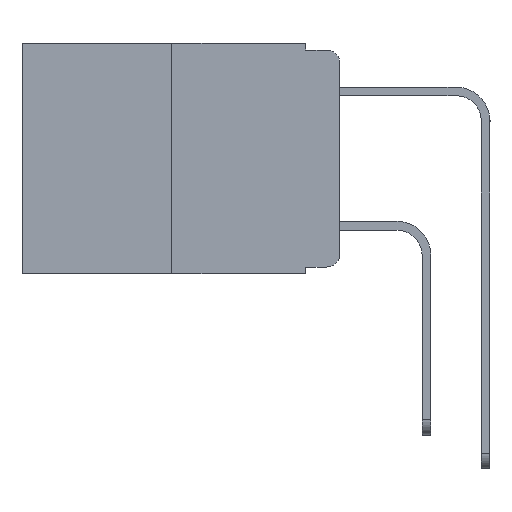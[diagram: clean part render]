
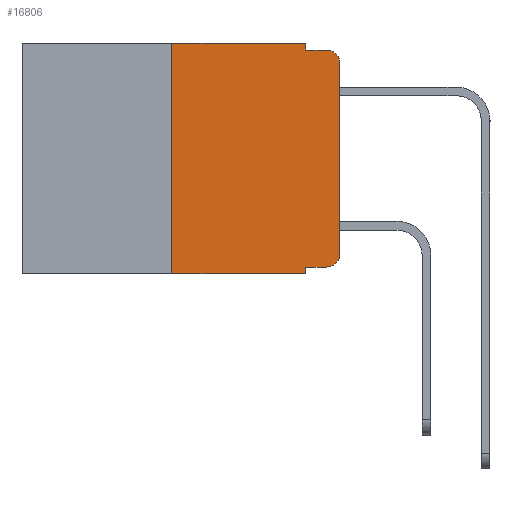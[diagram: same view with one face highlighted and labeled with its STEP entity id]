
A CAD part, left-side view. The second image highlights one B-rep face of the part: STEP entity #16806.
In plain terms, the highlighted planar face has unit normal (-1, 0, 0).
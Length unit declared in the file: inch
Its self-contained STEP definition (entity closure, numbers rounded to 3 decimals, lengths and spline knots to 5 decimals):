
#48 = CARTESIAN_POINT ( 'NONE',  ( 0., 0.02, -0.333 ) ) ;
#50 = VERTEX_POINT ( 'NONE', #7590 ) ;
#418 = CARTESIAN_POINT ( 'NONE',  ( 0., 0.051, 0. ) ) ;
#467 = DIRECTION ( 'NONE',  ( 0., 0., 1. ) ) ;
#634 = DIRECTION ( 'NONE',  ( 0., -1., 0. ) ) ;
#739 = VERTEX_POINT ( 'NONE', #9611 ) ;
#982 = LINE ( 'NONE', #15994, #8745 ) ;
#1126 = CARTESIAN_POINT ( 'NONE',  ( 0., 0.051, -0.343 ) ) ;
#1343 = LINE ( 'NONE', #17390, #12989 ) ;
#1357 = FACE_OUTER_BOUND ( 'NONE', #10113, .T. ) ;
#1626 = LINE ( 'NONE', #2435, #9796 ) ;
#1996 = VERTEX_POINT ( 'NONE', #16474 ) ;
#2099 = LINE ( 'NONE', #418, #17471 ) ;
#2215 = CIRCLE ( 'NONE', #5644, 0.02 ) ;
#2431 = DIRECTION ( 'NONE',  ( 0., -1., 0. ) ) ;
#2435 = CARTESIAN_POINT ( 'NONE',  ( 0., 0.051, -0.01 ) ) ;
#3239 = CARTESIAN_POINT ( 'NONE',  ( 0., 0.25, -0.343 ) ) ;
#3467 = CARTESIAN_POINT ( 'NONE',  ( 0., 0.473, 0. ) ) ;
#3855 = EDGE_CURVE ( 'NONE', #50, #1996, #1626, .T. ) ;
#4037 = VERTEX_POINT ( 'NONE', #48 ) ;
#4693 = VERTEX_POINT ( 'NONE', #1126 ) ;
#4792 = VECTOR ( 'NONE', #7282, 39.37008 ) ;
#4807 = CARTESIAN_POINT ( 'NONE',  ( 0., 0.473, 0. ) ) ;
#4869 = EDGE_CURVE ( 'NONE', #8395, #1996, #9761, .T. ) ;
#5619 = ORIENTED_EDGE ( 'NONE', *, *, #6872, .T. ) ;
#5644 = AXIS2_PLACEMENT_3D ( 'NONE', #7391, #17593, #8924 ) ;
#6872 = EDGE_CURVE ( 'NONE', #16587, #8395, #1343, .T. ) ;
#7282 = DIRECTION ( 'NONE',  ( 0., 0., -1. ) ) ;
#7391 = CARTESIAN_POINT ( 'NONE',  ( 0., 0.02, -0.313 ) ) ;
#7590 = CARTESIAN_POINT ( 'NONE',  ( 0., 0.051, -0.01 ) ) ;
#8281 = DIRECTION ( 'NONE',  ( 0., 0., -1. ) ) ;
#8395 = VERTEX_POINT ( 'NONE', #16698 ) ;
#8745 = VECTOR ( 'NONE', #10215, 39.37008 ) ;
#8924 = DIRECTION ( 'NONE',  ( 0., 0., -1. ) ) ;
#9137 = EDGE_CURVE ( 'NONE', #18475, #4693, #982, .T. ) ;
#9309 = DIRECTION ( 'NONE',  ( 0., 0., -1. ) ) ;
#9528 = AXIS2_PLACEMENT_3D ( 'NONE', #4807, #17974, #9309 ) ;
#9611 = CARTESIAN_POINT ( 'NONE',  ( 0., 0.051, -0.333 ) ) ;
#9652 = DIRECTION ( 'NONE',  ( 0., 0., -1. ) ) ;
#9682 = DIRECTION ( 'NONE',  ( -1., 0., 0. ) ) ;
#9707 = CARTESIAN_POINT ( 'NONE',  ( 0., 0.02, -0.03 ) ) ;
#9761 = CIRCLE ( 'NONE', #10353, 0.02 ) ;
#9796 = VECTOR ( 'NONE', #2431, 39.37008 ) ;
#9813 = CARTESIAN_POINT ( 'NONE',  ( 0., 0.051, -0.333 ) ) ;
#9829 = VECTOR ( 'NONE', #634, 39.37008 ) ;
#9996 = EDGE_CURVE ( 'NONE', #14398, #14034, #14711, .T. ) ;
#9998 = CARTESIAN_POINT ( 'NONE',  ( 0., 0.051, 0. ) ) ;
#10113 = EDGE_LOOP ( 'NONE', ( #5619, #17324, #16939, #13715, #11731, #11133, #14445, #12914, #18191, #16905 ) ) ;
#10215 = DIRECTION ( 'NONE',  ( 0., -1., 0. ) ) ;
#10217 = CARTESIAN_POINT ( 'NONE',  ( 0., 0.051, 0. ) ) ;
#10353 = AXIS2_PLACEMENT_3D ( 'NONE', #9707, #9682, #9652 ) ;
#10798 = VECTOR ( 'NONE', #16739, 39.37008 ) ;
#11133 = ORIENTED_EDGE ( 'NONE', *, *, #17973, .F. ) ;
#11205 = CARTESIAN_POINT ( 'NONE',  ( 0., 0.25, 0. ) ) ;
#11731 = ORIENTED_EDGE ( 'NONE', *, *, #9996, .F. ) ;
#12673 = LINE ( 'NONE', #10217, #4792 ) ;
#12914 = ORIENTED_EDGE ( 'NONE', *, *, #17016, .F. ) ;
#12989 = VECTOR ( 'NONE', #16012, 39.37008 ) ;
#13661 = VECTOR ( 'NONE', #467, 39.37008 ) ;
#13715 = ORIENTED_EDGE ( 'NONE', *, *, #18918, .F. ) ;
#14034 = VERTEX_POINT ( 'NONE', #9998 ) ;
#14200 = EDGE_CURVE ( 'NONE', #4037, #16587, #2215, .T. ) ;
#14398 = VERTEX_POINT ( 'NONE', #17955 ) ;
#14445 = ORIENTED_EDGE ( 'NONE', *, *, #9137, .T. ) ;
#14459 = CARTESIAN_POINT ( 'NONE',  ( 0., 0., -0.313 ) ) ;
#14561 = LINE ( 'NONE', #11205, #13661 ) ;
#14711 = LINE ( 'NONE', #3467, #10798 ) ;
#15125 = EDGE_CURVE ( 'NONE', #739, #4037, #17541, .T. ) ;
#15994 = CARTESIAN_POINT ( 'NONE',  ( 0., 0.473, -0.343 ) ) ;
#16012 = DIRECTION ( 'NONE',  ( 0., 0., 1. ) ) ;
#16474 = CARTESIAN_POINT ( 'NONE',  ( 0., 0.02, -0.01 ) ) ;
#16541 = PLANE ( 'NONE',  #9528 ) ;
#16587 = VERTEX_POINT ( 'NONE', #14459 ) ;
#16698 = CARTESIAN_POINT ( 'NONE',  ( 0., 0., -0.03 ) ) ;
#16739 = DIRECTION ( 'NONE',  ( 0., -1., 0. ) ) ;
#16806 = ADVANCED_FACE ( 'NONE', ( #1357 ), #16541, .F. ) ;
#16905 = ORIENTED_EDGE ( 'NONE', *, *, #14200, .T. ) ;
#16939 = ORIENTED_EDGE ( 'NONE', *, *, #3855, .F. ) ;
#17016 = EDGE_CURVE ( 'NONE', #739, #4693, #2099, .T. ) ;
#17324 = ORIENTED_EDGE ( 'NONE', *, *, #4869, .T. ) ;
#17390 = CARTESIAN_POINT ( 'NONE',  ( 0., 0., 0. ) ) ;
#17471 = VECTOR ( 'NONE', #8281, 39.37008 ) ;
#17541 = LINE ( 'NONE', #9813, #9829 ) ;
#17593 = DIRECTION ( 'NONE',  ( -1., 0., 0. ) ) ;
#17955 = CARTESIAN_POINT ( 'NONE',  ( 0., 0.25, 0. ) ) ;
#17973 = EDGE_CURVE ( 'NONE', #18475, #14398, #14561, .T. ) ;
#17974 = DIRECTION ( 'NONE',  ( 1., 0., 0. ) ) ;
#18191 = ORIENTED_EDGE ( 'NONE', *, *, #15125, .T. ) ;
#18475 = VERTEX_POINT ( 'NONE', #3239 ) ;
#18918 = EDGE_CURVE ( 'NONE', #14034, #50, #12673, .T. ) ;
